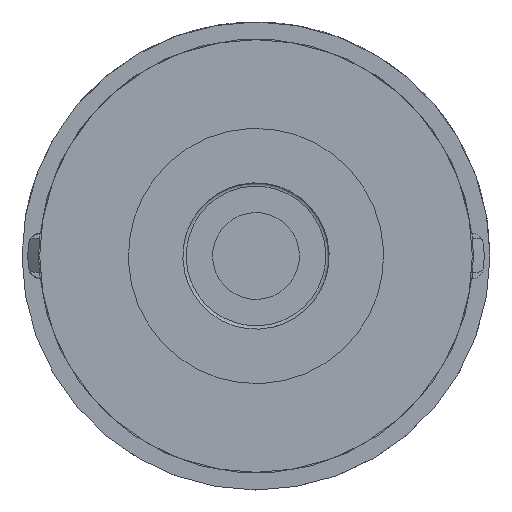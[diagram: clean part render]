
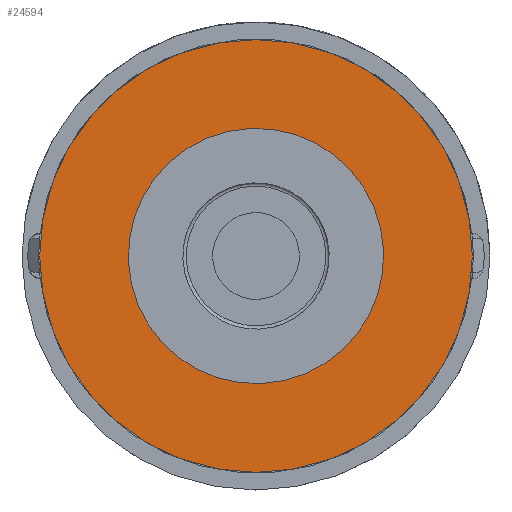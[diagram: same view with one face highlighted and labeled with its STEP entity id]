
A CAD part, front view. The second image highlights one B-rep face of the part: STEP entity #24594.
In plain terms, the highlighted planar face has unit normal (0, -1, 0).
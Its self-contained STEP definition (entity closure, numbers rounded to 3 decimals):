
#24552=CARTESIAN_POINT('',(36.555,86.568,-20.428));
#24553=VERTEX_POINT('',#24552);
#24554=CARTESIAN_POINT('',(36.555,86.568,-26.828));
#24555=DIRECTION('',(0.0,1.0,0.0));
#24556=DIRECTION('',(0.0,0.0,1.0));
#24557=AXIS2_PLACEMENT_3D('',#24554,#24555,#24556);
#24558=CIRCLE('',#24557,6.4);
#24559=EDGE_CURVE('',#24553,#24553,#24558,.T.);
#24575=CARTESIAN_POINT('',(36.555,86.568,-10.915));
#24576=DIRECTION('',(0.0,-1.0,0.0));
#24577=DIRECTION('',(-1.0,0.0,0.0));
#24578=AXIS2_PLACEMENT_3D('',#24575,#24576,#24577);
#24579=PLANE('',#24578);
#24580=CARTESIAN_POINT('',(36.555,86.568,-1.403));
#24581=VERTEX_POINT('',#24580);
#24582=CARTESIAN_POINT('',(36.555,86.568,-26.828));
#24583=DIRECTION('',(0.0,1.0,0.0));
#24584=DIRECTION('',(0.0,0.0,1.0));
#24585=AXIS2_PLACEMENT_3D('',#24582,#24583,#24584);
#24586=CIRCLE('',#24585,25.425);
#24587=EDGE_CURVE('',#24581,#24581,#24586,.T.);
#24588=ORIENTED_EDGE('',*,*,#24587,.F.);
#24589=EDGE_LOOP('',(#24588));
#24590=FACE_OUTER_BOUND('',#24589,.T.);
#24591=ORIENTED_EDGE('',*,*,#24559,.T.);
#24592=EDGE_LOOP('',(#24591));
#24593=FACE_BOUND('',#24592,.T.);
#24594=ADVANCED_FACE('',(#24590,#24593),#24579,.T.);
